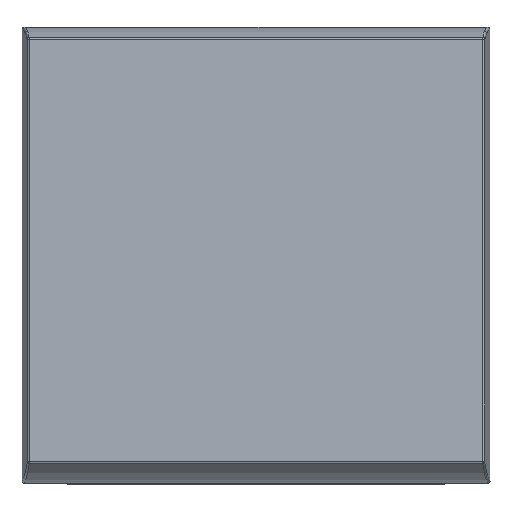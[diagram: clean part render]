
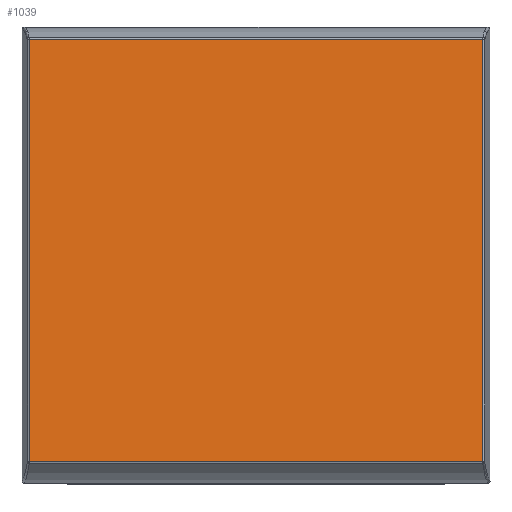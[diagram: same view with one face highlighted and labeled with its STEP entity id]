
A CAD part, front view. The second image highlights one B-rep face of the part: STEP entity #1039.
In plain terms, the highlighted planar face has unit normal (0, -0.997, 0.079).
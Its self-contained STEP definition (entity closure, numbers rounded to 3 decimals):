
#1039 = ADVANCED_FACE ( 'NONE', ( #1385 ), #6490, .F. ) ;
#1094 = DIRECTION ( 'NONE',  ( -1., 0., 0. ) ) ;
#1174 = CARTESIAN_POINT ( 'NONE',  ( 22.5, -6.308, 21.346 ) ) ;
#1286 = VECTOR ( 'NONE', #15432, 1000. ) ;
#1385 = FACE_OUTER_BOUND ( 'NONE', #19402, .T. ) ;
#1475 = VERTEX_POINT ( 'NONE', #4921 ) ;
#3689 = EDGE_CURVE ( 'NONE', #18714, #3844, #20277, .T. ) ;
#3812 = EDGE_CURVE ( 'NONE', #15270, #18714, #8821, .T. ) ;
#3844 = VERTEX_POINT ( 'NONE', #9458 ) ;
#4505 = VECTOR ( 'NONE', #11747, 1000. ) ;
#4556 = DIRECTION ( 'NONE',  ( 0., 0.997, -0.079 ) ) ;
#4921 = CARTESIAN_POINT ( 'NONE',  ( 22.317, -6.308, 21.346 ) ) ;
#5284 = ORIENTED_EDGE ( 'NONE', *, *, #3812, .T. ) ;
#5368 = LINE ( 'NONE', #1174, #17088 ) ;
#5483 = CARTESIAN_POINT ( 'NONE',  ( 22.5, -9.593, -20.273 ) ) ;
#5615 = ORIENTED_EDGE ( 'NONE', *, *, #14698, .T. ) ;
#5894 = CARTESIAN_POINT ( 'NONE',  ( 22.317, -9.603, -20.399 ) ) ;
#6075 = LINE ( 'NONE', #5894, #1286 ) ;
#6490 = PLANE ( 'NONE',  #16541 ) ;
#7872 = CARTESIAN_POINT ( 'NONE',  ( -22.317, -9.603, -20.399 ) ) ;
#8622 = CARTESIAN_POINT ( 'NONE',  ( 22.5, -9.603, -20.399 ) ) ;
#8821 = LINE ( 'NONE', #7872, #4505 ) ;
#9458 = CARTESIAN_POINT ( 'NONE',  ( 22.317, -9.593, -20.273 ) ) ;
#9975 = CARTESIAN_POINT ( 'NONE',  ( -22.317, -9.593, -20.273 ) ) ;
#11747 = DIRECTION ( 'NONE',  ( 0., -0.079, -0.997 ) ) ;
#13200 = EDGE_CURVE ( 'NONE', #1475, #15270, #5368, .T. ) ;
#14698 = EDGE_CURVE ( 'NONE', #3844, #1475, #6075, .T. ) ;
#14886 = CARTESIAN_POINT ( 'NONE',  ( -22.317, -6.308, 21.346 ) ) ;
#15023 = VECTOR ( 'NONE', #19243, 1000. ) ;
#15270 = VERTEX_POINT ( 'NONE', #14886 ) ;
#15432 = DIRECTION ( 'NONE',  ( 0., 0.079, 0.997 ) ) ;
#16541 = AXIS2_PLACEMENT_3D ( 'NONE', #8622, #4556, #18838 ) ;
#16821 = ORIENTED_EDGE ( 'NONE', *, *, #3689, .T. ) ;
#17088 = VECTOR ( 'NONE', #1094, 1000. ) ;
#17563 = ORIENTED_EDGE ( 'NONE', *, *, #13200, .T. ) ;
#18714 = VERTEX_POINT ( 'NONE', #9975 ) ;
#18838 = DIRECTION ( 'NONE',  ( 0., 0.079, 0.997 ) ) ;
#19243 = DIRECTION ( 'NONE',  ( 1., 0., 0. ) ) ;
#19402 = EDGE_LOOP ( 'NONE', ( #5615, #17563, #5284, #16821 ) ) ;
#20277 = LINE ( 'NONE', #5483, #15023 ) ;
